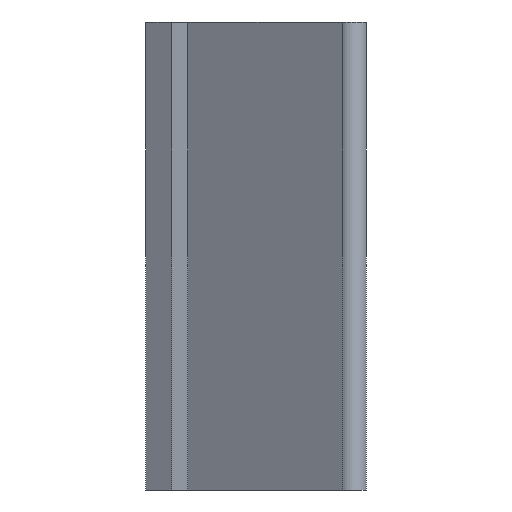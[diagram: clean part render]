
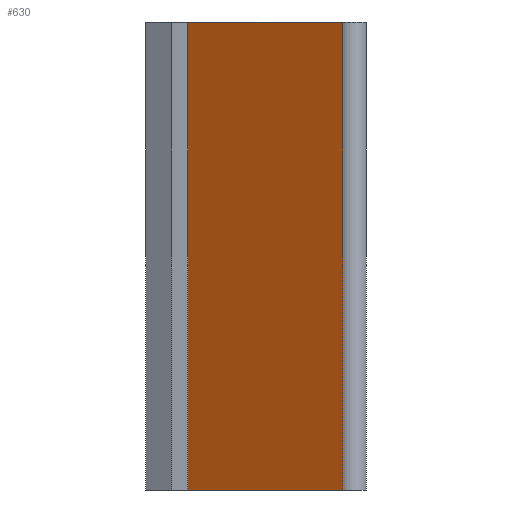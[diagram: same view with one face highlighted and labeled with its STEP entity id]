
A CAD part, front view. The second image highlights one B-rep face of the part: STEP entity #630.
In plain terms, the highlighted planar face has unit normal (-0.544, -0.839, 0).
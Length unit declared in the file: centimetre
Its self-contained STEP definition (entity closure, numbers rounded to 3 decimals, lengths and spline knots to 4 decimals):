
#377=CARTESIAN_POINT('',(4.3729,7.8577,0.125));
#378=VERTEX_POINT('',#377);
#385=CARTESIAN_POINT('',(4.3729,7.8577,1.635));
#386=VERTEX_POINT('',#385);
#387=CARTESIAN_POINT('',(4.3729,7.8577,1.635));
#388=DIRECTION('',(0.0,0.0,-1.0));
#389=VECTOR('',#388,1.51);
#390=LINE('',#387,#389);
#391=EDGE_CURVE('',#386,#378,#390,.T.);
#600=CARTESIAN_POINT('',(4.0847,8.0448,0.125));
#601=DIRECTION('',(-0.544,-0.839,0.0));
#602=DIRECTION('',(0.0,0.0,1.0));
#603=AXIS2_PLACEMENT_3D('',#600,#601,#602);
#604=PLANE('',#603);
#605=CARTESIAN_POINT('',(4.8728,7.5333,1.635));
#606=VERTEX_POINT('',#605);
#607=CARTESIAN_POINT('',(4.8728,7.5333,1.635));
#608=DIRECTION('',(-0.839,0.544,0.0));
#609=VECTOR('',#608,0.5959);
#610=LINE('',#607,#609);
#611=EDGE_CURVE('',#606,#386,#610,.T.);
#612=ORIENTED_EDGE('',*,*,#611,.T.);
#613=ORIENTED_EDGE('',*,*,#391,.T.);
#614=CARTESIAN_POINT('',(4.8728,7.5333,0.125));
#615=VERTEX_POINT('',#614);
#616=CARTESIAN_POINT('',(4.8728,7.5333,0.125));
#617=DIRECTION('',(-0.839,0.544,0.0));
#618=VECTOR('',#617,0.5959);
#619=LINE('',#616,#618);
#620=EDGE_CURVE('',#615,#378,#619,.T.);
#621=ORIENTED_EDGE('',*,*,#620,.F.);
#622=CARTESIAN_POINT('',(4.8728,7.5333,0.125));
#623=DIRECTION('',(0.0,0.0,1.0));
#624=VECTOR('',#623,1.51);
#625=LINE('',#622,#624);
#626=EDGE_CURVE('',#615,#606,#625,.T.);
#627=ORIENTED_EDGE('',*,*,#626,.T.);
#628=EDGE_LOOP('',(#612,#613,#621,#627));
#629=FACE_OUTER_BOUND('',#628,.T.);
#630=ADVANCED_FACE('',(#629),#604,.T.);
